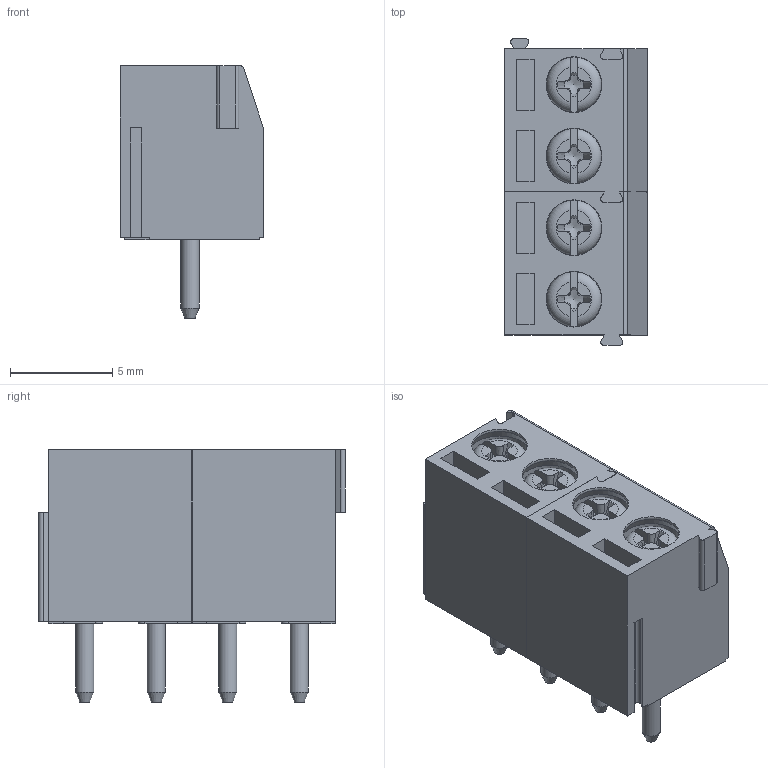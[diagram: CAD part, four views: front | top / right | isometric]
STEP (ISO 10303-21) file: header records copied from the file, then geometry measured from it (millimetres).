
FILE_DESCRIPTION( ( 'STEP AP214' ), '1' );
FILE_NAME( 'MA212-350M04-20230224.stp', '2023-03-02T02:44:53', ( ' ' ), ( ' ' ), 'XStep 1.0', ' ', ' ' );
FILE_SCHEMA( ( 'CONFIG_CONTROL_DESIGN) ( )' ) );
Length unit declared in the file: metre
Products named in the file (1): 1
Bounding box: 7 x 15 x 12.35 mm (x, y, z)
Volume: 608.5 mm3; surface area: 1836.4 mm2
Topology: 1 solids, 1 shells, 514 faces, 1460 edges, 954 vertices
Faces by surface type: plane 312, cylinder 118, cone 44, bspline 24, torus 16
Full cylindrical faces by diameter (mm): 0.898 x4, 2 x4, 2.9 x4, 3 x4
Entity records: 18283 total; most frequent: CARTESIAN_POINT 5538, ORIENTED_EDGE 2784, DIRECTION 2454, EDGE_CURVE 1392, VERTEX_POINT 938, AXIS2_PLACEMENT_3D 823, LINE 808, VECTOR 808
